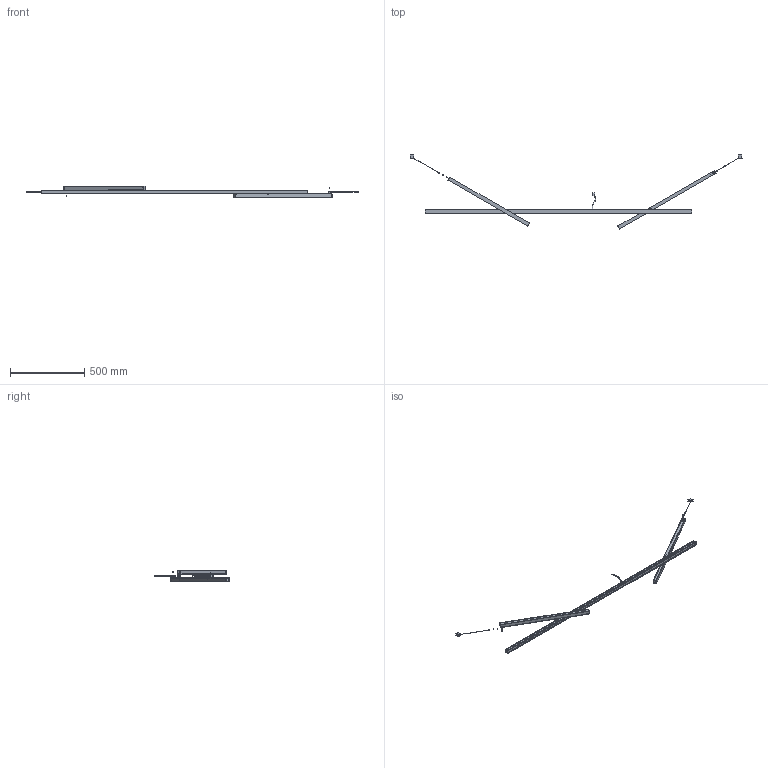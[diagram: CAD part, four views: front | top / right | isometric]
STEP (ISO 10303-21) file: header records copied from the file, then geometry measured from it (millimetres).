
FILE_DESCRIPTION((''),'2;1');
FILE_NAME('A0801002-COMPL-1800_ASM','2022-04-08T11:49:59',('MarchesaniMassimilia'),(''),'CREO PARAMETRIC BY PTC INC, 2020354','CREO PARAMETRIC BY PTC INC, 2020354','');
FILE_SCHEMA(('CONFIG_CONTROL_DESIGN'));
Products named in the file (32): A0807015-PROFILO-OTTICA-1800; A0807018-SUPPORTO-LED-1800; STRIP-1800; A0807020-CAVO-COAX-1800; A0806006-ASM-LED-1800_ASM; A0807019-DIFFUSORE-1800; A0807006-TESTATA-OTTICA; VITE-TS-M2_5X6_INOX; A0806005-ASM-OTTICA-1800_ASM; A0807016-BRACCIO-750; A0807012-FULCRO-BRACCI; A0807013-PERNO; A0807004-SNODO; A0807014-CORPO-REGOLATORE; RONDELLA_NYLON_8; DADO_ESAG_UNI_5589_M8X1_ZINC; GRANO-UNI_5923-M3X4-BRUN; A0807005-DISTANZ-SCORR; MOLLA_TAZZA_10-5_2; GRANO_UNI_5923_M6X6_BRUN; GRANO_UNI_5923_M6X6_INOX; A0807017-ANELLO-FORZATURA; A0807007-TESTATA-BRACCI-DM; A0806007-ASM-BRACCIO750_ASM; A0807002-BRACCIO-620; A0806002-ASM_BRACCIO-620_ASM; 861700100700_GUARN_OR_D2_90X1_5; FUNE_081_3000_SFERA_25; A0807008-PEDINATURA; A080E002-EDT-1800; A0807023-CENTRAGGIO-CAVO; A0801002-COMPL-1800_ASM
Assembly tree (63 placements, depth 4):
  A0801002-COMPL-1800_ASM
    A0806005-ASM-OTTICA-1800_ASM
      A0807015-PROFILO-OTTICA-1800
      A0806006-ASM-LED-1800_ASM
        A0807018-SUPPORTO-LED-1800
        STRIP-1800
        A0807020-CAVO-COAX-1800
      A0807019-DIFFUSORE-1800
      A0807006-TESTATA-OTTICA  x2
      VITE-TS-M2_5X6_INOX  x4
    A0806007-ASM-BRACCIO750_ASM
      A0807016-BRACCIO-750
      A0807012-FULCRO-BRACCI
      A0807013-PERNO
      A0807004-SNODO
      A0807014-CORPO-REGOLATORE
      RONDELLA_NYLON_8  x2
      DADO_ESAG_UNI_5589_M8X1_ZINC
      GRANO-UNI_5923-M3X4-BRUN  x2
      A0807005-DISTANZ-SCORR
      MOLLA_TAZZA_10-5_2
      GRANO_UNI_5923_M6X6_BRUN
      GRANO_UNI_5923_M6X6_INOX
      A0807017-ANELLO-FORZATURA  x2
      A0807007-TESTATA-BRACCI-DM  x2
    A0806002-ASM_BRACCIO-620_ASM
      A0807002-BRACCIO-620
      A0807012-FULCRO-BRACCI
      A0807013-PERNO
      A0807004-SNODO
      A0807014-CORPO-REGOLATORE
      RONDELLA_NYLON_8  x2
      DADO_ESAG_UNI_5589_M8X1_ZINC
      GRANO-UNI_5923-M3X4-BRUN  x2
      A0807005-DISTANZ-SCORR
      GRANO_UNI_5923_M6X6_BRUN
      GRANO_UNI_5923_M6X6_INOX
      A0807017-ANELLO-FORZATURA  x2
      A0807007-TESTATA-BRACCI-DM  x2
      MOLLA_TAZZA_10-5_2
    861700100700_GUARN_OR_D2_90X1_5  x6
    FUNE_081_3000_SFERA_25  x2
    A0807008-PEDINATURA  x2
    A080E002-EDT-1800
    A0807023-CENTRAGGIO-CAVO
Bounding box: 2242.08 x 500.56 x 75 mm (x, y, z)
Volume: 631094.9 mm3; surface area: 805059.3 mm2
Topology: 59 solids, 91 shells, 3695 faces, 9077 edges, 5946 vertices
Faces by surface type: plane 3007, cylinder 439, cone 106, bspline 65, sphere 44, torus 34
Entity records: 89636 total; most frequent: CARTESIAN_POINT 18488, ORIENTED_EDGE 14413, DIRECTION 13684, EDGE_CURVE 7236, VECTOR 6602, LINE 6602, VERTEX_POINT 4794, AXIS2_PLACEMENT_3D 3541
